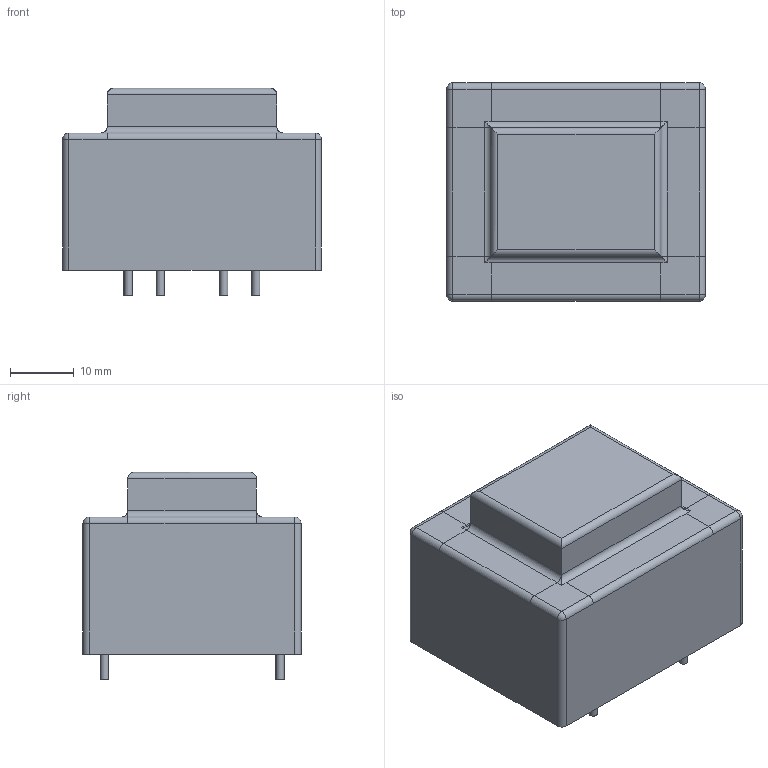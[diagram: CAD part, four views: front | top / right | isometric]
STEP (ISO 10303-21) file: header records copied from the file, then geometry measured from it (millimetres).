
FILE_DESCRIPTION(('FreeCAD Model'),'2;1');
FILE_NAME('Open CASCADE Shape Model','2022-11-09T13:07:17',(''),(''), 'Open CASCADE STEP processor 7.6','FreeCAD','Unknown');
FILE_SCHEMA(('AUTOMOTIVE_DESIGN { 1 0 10303 214 1 1 1 1 }'));
Length unit declared in the file: millimetre
Products named in the file (1): Pad001
Bounding box: 40.6 x 34.2 x 32.5 mm (x, y, z)
Volume: 33586.9 mm3; surface area: 6558.5 mm2
Topology: 1 solids, 1 shells, 62 faces, 130 edges, 72 vertices
Faces by surface type: cylinder 34, plane 24, sphere 4
Full cylindrical faces by diameter (mm): 1.129 x1, 1.231 x1, 1.247 x1, 1.266 x2, 1.283 x1
Entity records: 3757 total; most frequent: CARTESIAN_POINT 751, DIRECTION 475, ORIENTED_EDGE 252, PCURVE 252, DEFINITIONAL_REPRESENTATION 252, LINE 250, VECTOR 250, EDGE_CURVE 126
